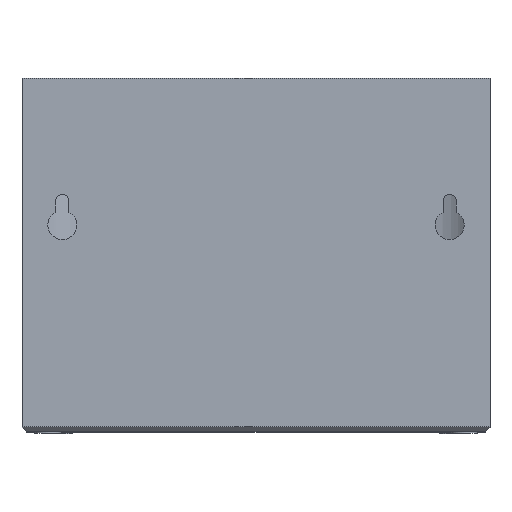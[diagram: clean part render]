
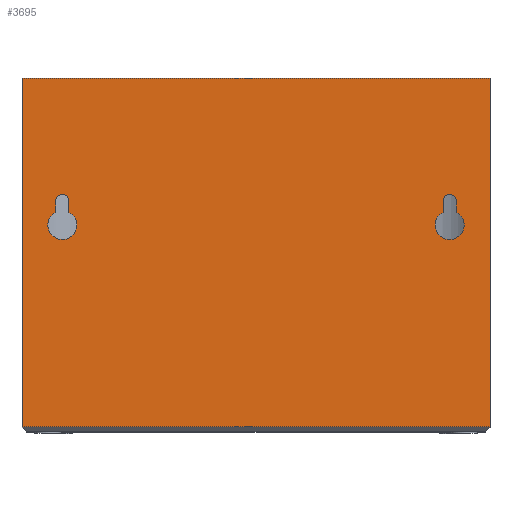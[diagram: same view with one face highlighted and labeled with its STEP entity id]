
A CAD part, top view. The second image highlights one B-rep face of the part: STEP entity #3695.
In plain terms, the highlighted planar face has unit normal (0, 0, 1).
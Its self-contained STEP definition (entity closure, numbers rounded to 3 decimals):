
#6 = ORIENTED_EDGE ( 'NONE', *, *, #121, .F. ) ;
#110 = ORIENTED_EDGE ( 'NONE', *, *, #7223, .F. ) ;
#120 = EDGE_CURVE ( 'NONE', #6028, #7342, #6021, .T. ) ;
#121 = EDGE_CURVE ( 'NONE', #5611, #2075, #4179, .T. ) ;
#124 = ORIENTED_EDGE ( 'NONE', *, *, #5285, .F. ) ;
#269 = CARTESIAN_POINT ( 'NONE',  ( -58., 22., 17. ) ) ;
#348 = VECTOR ( 'NONE', #767, 1000. ) ;
#361 = VERTEX_POINT ( 'NONE', #6458 ) ;
#454 = EDGE_CURVE ( 'NONE', #6028, #1531, #5360, .T. ) ;
#536 = DIRECTION ( 'NONE',  ( 1., 0., 0. ) ) ;
#573 = CIRCLE ( 'NONE', #3945, 2. ) ;
#599 = DIRECTION ( 'NONE',  ( 1., 0., 0. ) ) ;
#601 = CARTESIAN_POINT ( 'NONE',  ( 60., 22., 17. ) ) ;
#762 = DIRECTION ( 'NONE',  ( 1., 0., 0. ) ) ;
#767 = DIRECTION ( 'NONE',  ( 1., 0., 0. ) ) ;
#851 = CARTESIAN_POINT ( 'NONE',  ( -60., 22., 17. ) ) ;
#879 = VECTOR ( 'NONE', #6331, 1000. ) ;
#919 = CARTESIAN_POINT ( 'NONE',  ( 62., 29.5, 17. ) ) ;
#957 = ORIENTED_EDGE ( 'NONE', *, *, #1940, .F. ) ;
#1226 = ORIENTED_EDGE ( 'NONE', *, *, #2092, .F. ) ;
#1273 = CARTESIAN_POINT ( 'NONE',  ( 62., 26.031, 17. ) ) ;
#1288 = CARTESIAN_POINT ( 'NONE',  ( 64.5, 22., 17. ) ) ;
#1293 = CARTESIAN_POINT ( 'NONE',  ( -72.5, 67.5, 17. ) ) ;
#1334 = CARTESIAN_POINT ( 'NONE',  ( -72.5, -42., 17. ) ) ;
#1472 = AXIS2_PLACEMENT_3D ( 'NONE', #601, #2805, #3389 ) ;
#1531 = VERTEX_POINT ( 'NONE', #1293 ) ;
#1591 = LINE ( 'NONE', #2251, #879 ) ;
#1628 = CIRCLE ( 'NONE', #6261, 4.5 ) ;
#1773 = AXIS2_PLACEMENT_3D ( 'NONE', #1788, #5877, #599 ) ;
#1788 = CARTESIAN_POINT ( 'NONE',  ( -60., 22., 17. ) ) ;
#1860 = CARTESIAN_POINT ( 'NONE',  ( 72.5, 67.5, 17. ) ) ;
#1925 = DIRECTION ( 'NONE',  ( 0., 0., 1. ) ) ;
#1940 = EDGE_CURVE ( 'NONE', #4334, #6987, #3790, .T. ) ;
#1944 = DIRECTION ( 'NONE',  ( 0., 1., 0. ) ) ;
#1951 = DIRECTION ( 'NONE',  ( 1., 0., 0. ) ) ;
#1980 = DIRECTION ( 'NONE',  ( 1., 0., 0. ) ) ;
#2075 = VERTEX_POINT ( 'NONE', #6101 ) ;
#2092 = EDGE_CURVE ( 'NONE', #6427, #361, #6717, .T. ) ;
#2163 = ORIENTED_EDGE ( 'NONE', *, *, #120, .T. ) ;
#2187 = CIRCLE ( 'NONE', #7230, 4.5 ) ;
#2251 = CARTESIAN_POINT ( 'NONE',  ( 58., 22., 17. ) ) ;
#2274 = LINE ( 'NONE', #7304, #4722 ) ;
#2381 = EDGE_CURVE ( 'NONE', #7259, #6427, #1591, .T. ) ;
#2481 = FACE_BOUND ( 'NONE', #3493, .T. ) ;
#2573 = CARTESIAN_POINT ( 'NONE',  ( -62., 22., 17. ) ) ;
#2611 = EDGE_LOOP ( 'NONE', ( #5424, #4800, #3457, #2738, #4813, #1226 ) ) ;
#2738 = ORIENTED_EDGE ( 'NONE', *, *, #7536, .F. ) ;
#2769 = VERTEX_POINT ( 'NONE', #7417 ) ;
#2802 = EDGE_CURVE ( 'NONE', #6607, #7259, #3773, .T. ) ;
#2805 = DIRECTION ( 'NONE',  ( 0., 0., 1. ) ) ;
#2883 = DIRECTION ( 'NONE',  ( 0., 0., 1. ) ) ;
#2964 = EDGE_CURVE ( 'NONE', #6987, #2769, #6425, .T. ) ;
#2984 = VERTEX_POINT ( 'NONE', #1288 ) ;
#3097 = DIRECTION ( 'NONE',  ( 0., 1., 0. ) ) ;
#3157 = EDGE_LOOP ( 'NONE', ( #3314, #2163, #7524, #110 ) ) ;
#3294 = AXIS2_PLACEMENT_3D ( 'NONE', #7437, #3381, #3931 ) ;
#3307 = FACE_OUTER_BOUND ( 'NONE', #3157, .T. ) ;
#3314 = ORIENTED_EDGE ( 'NONE', *, *, #454, .F. ) ;
#3381 = DIRECTION ( 'NONE',  ( 0., 0., 1. ) ) ;
#3389 = DIRECTION ( 'NONE',  ( 1., 0., 0. ) ) ;
#3446 = AXIS2_PLACEMENT_3D ( 'NONE', #7517, #2883, #536 ) ;
#3457 = ORIENTED_EDGE ( 'NONE', *, *, #5754, .F. ) ;
#3493 = EDGE_LOOP ( 'NONE', ( #957, #124, #4909, #6, #5494, #3545 ) ) ;
#3545 = ORIENTED_EDGE ( 'NONE', *, *, #2964, .F. ) ;
#3628 = VECTOR ( 'NONE', #3097, 1000. ) ;
#3643 = CARTESIAN_POINT ( 'NONE',  ( 72.5, -42., 17. ) ) ;
#3655 = CARTESIAN_POINT ( 'NONE',  ( -62., 29.5, 17. ) ) ;
#3664 = FACE_BOUND ( 'NONE', #2611, .T. ) ;
#3695 = ADVANCED_FACE ( 'NONE', ( #2481, #3664, #3307 ), #6377, .T. ) ;
#3739 = AXIS2_PLACEMENT_3D ( 'NONE', #4518, #6912, #3993 ) ;
#3746 = CARTESIAN_POINT ( 'NONE',  ( 60., 22., 17. ) ) ;
#3767 = DIRECTION ( 'NONE',  ( 1., 0., 0. ) ) ;
#3773 = CIRCLE ( 'NONE', #3739, 2. ) ;
#3790 = LINE ( 'NONE', #2573, #7356 ) ;
#3931 = DIRECTION ( 'NONE',  ( 1., 0., 0. ) ) ;
#3942 = EDGE_CURVE ( 'NONE', #7342, #4693, #6487, .T. ) ;
#3945 = AXIS2_PLACEMENT_3D ( 'NONE', #6652, #4825, #1951 ) ;
#3993 = DIRECTION ( 'NONE',  ( 1., 0., 0. ) ) ;
#4179 = CIRCLE ( 'NONE', #3294, 4.5 ) ;
#4221 = CARTESIAN_POINT ( 'NONE',  ( -72.5, 67.5, 17. ) ) ;
#4334 = VERTEX_POINT ( 'NONE', #3655 ) ;
#4374 = EDGE_CURVE ( 'NONE', #2075, #5615, #4740, .T. ) ;
#4518 = CARTESIAN_POINT ( 'NONE',  ( 60., 29.5, 17. ) ) ;
#4693 = VERTEX_POINT ( 'NONE', #1860 ) ;
#4722 = VECTOR ( 'NONE', #5577, 1000. ) ;
#4740 = LINE ( 'NONE', #269, #6956 ) ;
#4770 = DIRECTION ( 'NONE',  ( 0., 0., 1. ) ) ;
#4800 = ORIENTED_EDGE ( 'NONE', *, *, #2802, .F. ) ;
#4813 = ORIENTED_EDGE ( 'NONE', *, *, #5957, .F. ) ;
#4825 = DIRECTION ( 'NONE',  ( 0., 0., 1. ) ) ;
#4907 = CARTESIAN_POINT ( 'NONE',  ( 58., 29.5, 17. ) ) ;
#4909 = ORIENTED_EDGE ( 'NONE', *, *, #4374, .F. ) ;
#4941 = CARTESIAN_POINT ( 'NONE',  ( 72.5, -40.5, 17. ) ) ;
#4959 = DIRECTION ( 'NONE',  ( 0., 0., 1. ) ) ;
#5254 = EDGE_CURVE ( 'NONE', #2769, #5611, #2187, .T. ) ;
#5285 = EDGE_CURVE ( 'NONE', #5615, #4334, #573, .T. ) ;
#5360 = LINE ( 'NONE', #1334, #3628 ) ;
#5398 = DIRECTION ( 'NONE',  ( 0., -1., 0. ) ) ;
#5424 = ORIENTED_EDGE ( 'NONE', *, *, #2381, .F. ) ;
#5494 = ORIENTED_EDGE ( 'NONE', *, *, #5254, .F. ) ;
#5515 = CIRCLE ( 'NONE', #1472, 4.5 ) ;
#5577 = DIRECTION ( 'NONE',  ( 0., 1., 0. ) ) ;
#5611 = VERTEX_POINT ( 'NONE', #6035 ) ;
#5615 = VERTEX_POINT ( 'NONE', #6545 ) ;
#5742 = CARTESIAN_POINT ( 'NONE',  ( -62., 26.031, 17. ) ) ;
#5754 = EDGE_CURVE ( 'NONE', #6027, #6607, #2274, .T. ) ;
#5877 = DIRECTION ( 'NONE',  ( 0., 0., 1. ) ) ;
#5942 = CARTESIAN_POINT ( 'NONE',  ( -72.5, -40.5, 17. ) ) ;
#5957 = EDGE_CURVE ( 'NONE', #361, #2984, #1628, .T. ) ;
#6021 = LINE ( 'NONE', #4941, #7389 ) ;
#6027 = VERTEX_POINT ( 'NONE', #1273 ) ;
#6028 = VERTEX_POINT ( 'NONE', #5942 ) ;
#6035 = CARTESIAN_POINT ( 'NONE',  ( -55.5, 22., 17. ) ) ;
#6037 = AXIS2_PLACEMENT_3D ( 'NONE', #3746, #4959, #3767 ) ;
#6101 = CARTESIAN_POINT ( 'NONE',  ( -58., 26.031, 17. ) ) ;
#6138 = DIRECTION ( 'NONE',  ( 1., 0., 0. ) ) ;
#6261 = AXIS2_PLACEMENT_3D ( 'NONE', #7195, #4770, #762 ) ;
#6331 = DIRECTION ( 'NONE',  ( 0., -1., 0. ) ) ;
#6377 = PLANE ( 'NONE',  #3446 ) ;
#6425 = CIRCLE ( 'NONE', #1773, 4.5 ) ;
#6427 = VERTEX_POINT ( 'NONE', #6978 ) ;
#6458 = CARTESIAN_POINT ( 'NONE',  ( 55.5, 22., 17. ) ) ;
#6487 = LINE ( 'NONE', #3643, #7139 ) ;
#6545 = CARTESIAN_POINT ( 'NONE',  ( -58., 29.5, 17. ) ) ;
#6607 = VERTEX_POINT ( 'NONE', #919 ) ;
#6652 = CARTESIAN_POINT ( 'NONE',  ( -60., 29.5, 17. ) ) ;
#6717 = CIRCLE ( 'NONE', #6037, 4.5 ) ;
#6839 = CARTESIAN_POINT ( 'NONE',  ( 72.5, -40.5, 17. ) ) ;
#6912 = DIRECTION ( 'NONE',  ( 0., 0., 1. ) ) ;
#6956 = VECTOR ( 'NONE', #1944, 1000. ) ;
#6978 = CARTESIAN_POINT ( 'NONE',  ( 58., 26.031, 17. ) ) ;
#6987 = VERTEX_POINT ( 'NONE', #5742 ) ;
#7139 = VECTOR ( 'NONE', #7197, 1000. ) ;
#7195 = CARTESIAN_POINT ( 'NONE',  ( 60., 22., 17. ) ) ;
#7197 = DIRECTION ( 'NONE',  ( 0., 1., 0. ) ) ;
#7223 = EDGE_CURVE ( 'NONE', #1531, #4693, #7462, .T. ) ;
#7230 = AXIS2_PLACEMENT_3D ( 'NONE', #851, #1925, #1980 ) ;
#7259 = VERTEX_POINT ( 'NONE', #4907 ) ;
#7304 = CARTESIAN_POINT ( 'NONE',  ( 62., 22., 17. ) ) ;
#7342 = VERTEX_POINT ( 'NONE', #6839 ) ;
#7356 = VECTOR ( 'NONE', #5398, 1000. ) ;
#7389 = VECTOR ( 'NONE', #6138, 1000. ) ;
#7417 = CARTESIAN_POINT ( 'NONE',  ( -64.5, 22., 17. ) ) ;
#7437 = CARTESIAN_POINT ( 'NONE',  ( -60., 22., 17. ) ) ;
#7462 = LINE ( 'NONE', #4221, #348 ) ;
#7517 = CARTESIAN_POINT ( 'NONE',  ( -72.5, -42., 17. ) ) ;
#7524 = ORIENTED_EDGE ( 'NONE', *, *, #3942, .T. ) ;
#7536 = EDGE_CURVE ( 'NONE', #2984, #6027, #5515, .T. ) ;
